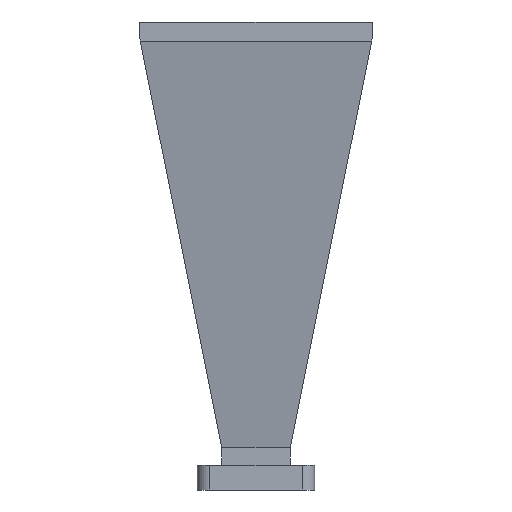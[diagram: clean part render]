
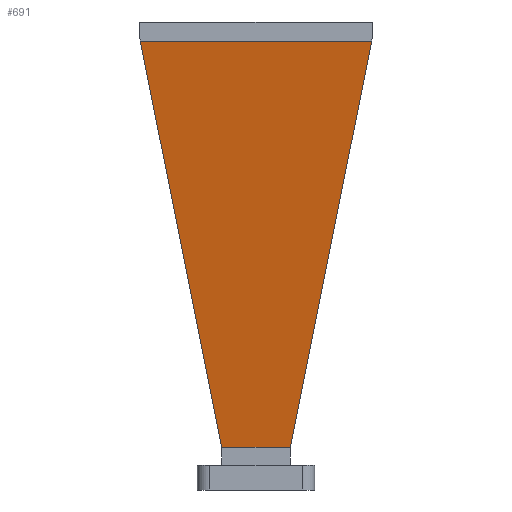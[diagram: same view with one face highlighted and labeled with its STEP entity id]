
A CAD part, left-side view. The second image highlights one B-rep face of the part: STEP entity #691.
In plain terms, the highlighted planar face has unit normal (-0.987, 0, -0.159).
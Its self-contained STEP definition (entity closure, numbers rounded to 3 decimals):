
#19 = EDGE_CURVE ( 'NONE', #1195, #379, #1336, .T. ) ;
#41 = CARTESIAN_POINT ( 'NONE',  ( -3.778, -5.564, 49.84 ) ) ;
#90 = VERTEX_POINT ( 'NONE', #1316 ) ;
#97 = VERTEX_POINT ( 'NONE', #498 ) ;
#107 = EDGE_LOOP ( 'NONE', ( #815, #577, #1143, #331 ) ) ;
#127 = CARTESIAN_POINT ( 'NONE',  ( -3.778, -5.564, 49.84 ) ) ;
#172 = LINE ( 'NONE', #283, #314 ) ;
#192 = DIRECTION ( 'NONE',  ( -0.156, -0.194, 0.968 ) ) ;
#212 = CARTESIAN_POINT ( 'NONE',  ( -3.778, 5.564, 49.84 ) ) ;
#283 = CARTESIAN_POINT ( 'NONE',  ( -14.427, 18.807, 115.885 ) ) ;
#294 = FACE_OUTER_BOUND ( 'NONE', #107, .T. ) ;
#314 = VECTOR ( 'NONE', #1440, 1000. ) ;
#321 = DIRECTION ( 'NONE',  ( -0.987, 0., -0.159 ) ) ;
#331 = ORIENTED_EDGE ( 'NONE', *, *, #718, .T. ) ;
#379 = VERTEX_POINT ( 'NONE', #127 ) ;
#416 = CARTESIAN_POINT ( 'NONE',  ( -14.427, 0., 115.885 ) ) ;
#460 = VECTOR ( 'NONE', #192, 1000. ) ;
#498 = CARTESIAN_POINT ( 'NONE',  ( -14.427, -18.807, 115.885 ) ) ;
#523 = PLANE ( 'NONE',  #1200 ) ;
#577 = ORIENTED_EDGE ( 'NONE', *, *, #1426, .T. ) ;
#625 = LINE ( 'NONE', #416, #1225 ) ;
#691 = ADVANCED_FACE ( 'NONE', ( #294 ), #523, .T. ) ;
#718 = EDGE_CURVE ( 'NONE', #90, #1195, #172, .T. ) ;
#754 = EDGE_CURVE ( 'NONE', #97, #90, #625, .T. ) ;
#765 = CARTESIAN_POINT ( 'NONE',  ( -3.778, 0., 49.84 ) ) ;
#815 = ORIENTED_EDGE ( 'NONE', *, *, #19, .T. ) ;
#984 = CARTESIAN_POINT ( 'NONE',  ( -9.314, 0., 84.175 ) ) ;
#1108 = VECTOR ( 'NONE', #1220, 1000. ) ;
#1143 = ORIENTED_EDGE ( 'NONE', *, *, #754, .T. ) ;
#1195 = VERTEX_POINT ( 'NONE', #212 ) ;
#1200 = AXIS2_PLACEMENT_3D ( 'NONE', #984, #321, #1210 ) ;
#1210 = DIRECTION ( 'NONE',  ( -0.159, 0., 0.987 ) ) ;
#1214 = LINE ( 'NONE', #41, #460 ) ;
#1220 = DIRECTION ( 'NONE',  ( 0., -1., 0. ) ) ;
#1225 = VECTOR ( 'NONE', #1332, 1000. ) ;
#1316 = CARTESIAN_POINT ( 'NONE',  ( -14.427, 18.807, 115.885 ) ) ;
#1332 = DIRECTION ( 'NONE',  ( 0., 1., 0. ) ) ;
#1336 = LINE ( 'NONE', #765, #1108 ) ;
#1426 = EDGE_CURVE ( 'NONE', #379, #97, #1214, .T. ) ;
#1440 = DIRECTION ( 'NONE',  ( 0.156, -0.194, -0.968 ) ) ;
